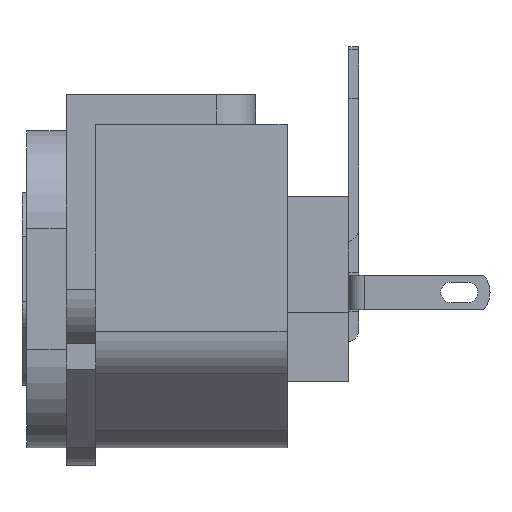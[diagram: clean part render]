
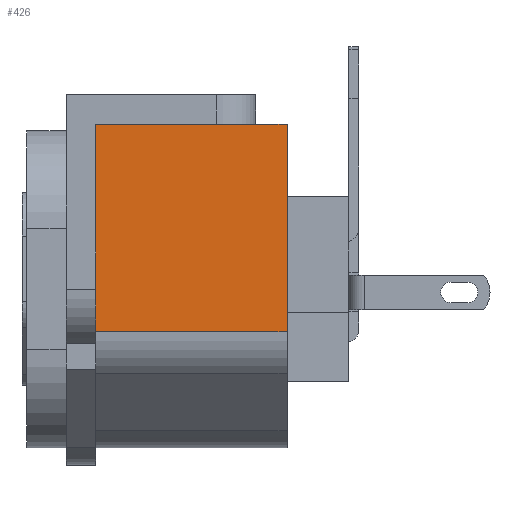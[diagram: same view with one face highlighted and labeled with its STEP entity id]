
A CAD part, left-side view. The second image highlights one B-rep face of the part: STEP entity #426.
In plain terms, the highlighted planar face has unit normal (-1, 0, 0).
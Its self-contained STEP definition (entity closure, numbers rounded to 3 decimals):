
#426=ADVANCED_FACE('',(#1218),#1219,.T.);
#1218=FACE_OUTER_BOUND('',#2019,.T.);
#1219=PLANE('',#2020);
#2019=EDGE_LOOP('',(#5521,#5522,#5523,#5524));
#2020=AXIS2_PLACEMENT_3D('',#5525,#5526,#5527);
#5521=ORIENTED_EDGE('',*,*,#6773,.F.);
#5522=ORIENTED_EDGE('',*,*,#5778,.T.);
#5523=ORIENTED_EDGE('',*,*,#5737,.T.);
#5524=ORIENTED_EDGE('',*,*,#5709,.F.);
#5525=CARTESIAN_POINT('',(-15.95,-17.95,-3.472));
#5526=DIRECTION('',(-1.0,0.0,0.0));
#5527=DIRECTION('',(0.0,0.0,1.0));
#5709=EDGE_CURVE('',#7001,#7003,#7004,.T.);
#5737=EDGE_CURVE('',#7042,#7003,#7043,.T.);
#5778=EDGE_CURVE('',#7116,#7042,#7117,.T.);
#6773=EDGE_CURVE('',#7116,#7001,#8746,.T.);
#7001=VERTEX_POINT('',#9046);
#7003=VERTEX_POINT('',#9048);
#7004=LINE('',#9049,#9050);
#7042=VERTEX_POINT('',#9109);
#7043=LINE('',#9110,#9111);
#7116=VERTEX_POINT('',#9220);
#7117=LINE('',#9221,#9222);
#8746=LINE('',#11741,#11742);
#9046=CARTESIAN_POINT('',(-15.95,-2.4,-3.472));
#9048=CARTESIAN_POINT('',(-15.95,-2.4,13.4));
#9049=CARTESIAN_POINT('',(-15.95,-2.4,-3.472));
#9050=VECTOR('',#11969,16.872);
#9109=CARTESIAN_POINT('',(-15.95,-17.95,13.4));
#9110=CARTESIAN_POINT('',(-15.95,-17.95,13.4));
#9111=VECTOR('',#12009,15.55);
#9220=CARTESIAN_POINT('',(-15.95,-17.95,-3.472));
#9221=CARTESIAN_POINT('',(-15.95,-17.95,-3.472));
#9222=VECTOR('',#12058,16.872);
#11741=CARTESIAN_POINT('',(-15.95,-17.95,-3.472));
#11742=VECTOR('',#13261,15.55);
#11969=DIRECTION('',(0.0,0.0,1.0));
#12009=DIRECTION('',(0.0,1.0,0.0));
#12058=DIRECTION('',(0.0,0.0,1.0));
#13261=DIRECTION('',(0.0,1.0,0.0));
